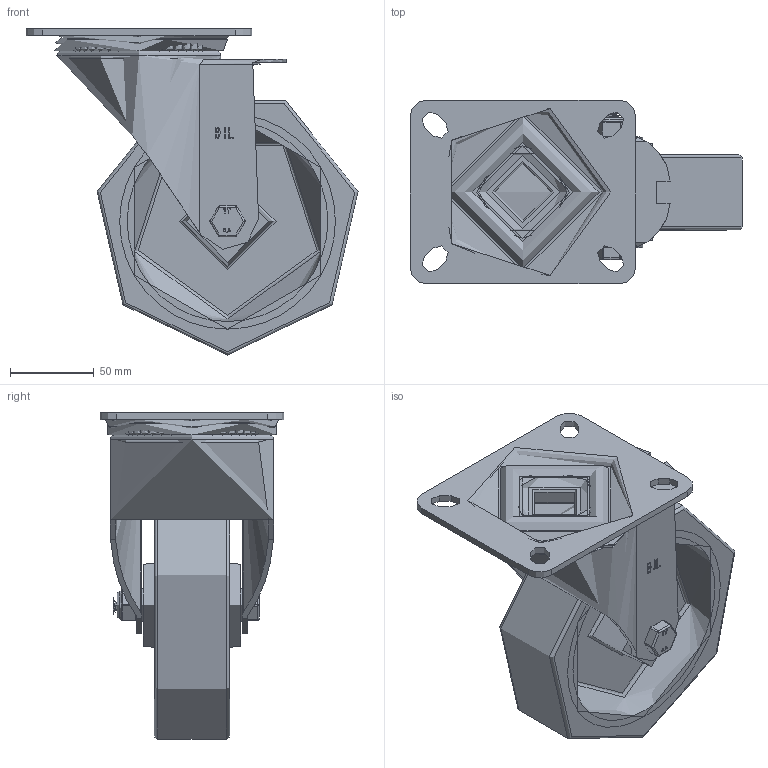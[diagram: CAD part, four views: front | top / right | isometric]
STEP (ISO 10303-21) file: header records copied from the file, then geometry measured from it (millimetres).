
FILE_DESCRIPTION(/* description */ (''),/* implementation_level */ '2;1');
FILE_NAME(/* name */ 'BZMM160RNB.step',/* time_stamp */ '2024-07-04T12:17:53+01:00',/* author */ (''),/* organization */ (''),/* preprocessor_version */ 'ST-DEVELOPER v20',/* originating_system */ 'Autodesk Translation Framework v13.14.0.145',/* authorisation */ '');
FILE_SCHEMA (('AUTOMOTIVE_DESIGN { 1 0 10303 214 3 1 1 }'));
Length unit declared in the file: millimetre
Products named in the file (25): BZMM160RNB; BZMM150AS - 2 v3; ZINC PLATED, PRESSED STEEL TOP PLATE; ZINC PLATED, PRESSED STEEL TOP PLATE Geometry; BALL BEARINGS; Component1; ZINC PLATED, PRESSED STEEL FORKS; BEARING SEAL; BZH160WRNRB v1; 75 SHORE A ELASTIC RUBBER TYRE; NYLON RIM; NYLON RIM Geometry; CAP; ROLLER BEARING; CAGE; Pattern; Component2; TUBEM20X60 v1; ZINC PLATED STEEL TUBE; HEXBOLTM12X80Z8.8 v2; GRADE 8.8 ZINC PLATED BOLT; NYLOCM12Z v1; NYLOC NUT; NUT; RUBBER
Assembly tree (72 placements, depth 5):
  BZMM160RNB
    BZMM150AS - 2 v3
      ZINC PLATED, PRESSED STEEL TOP PLATE
        ZINC PLATED, PRESSED STEEL TOP PLATE Geometry
        BALL BEARINGS
          Component1  x40
      ZINC PLATED, PRESSED STEEL FORKS
      BEARING SEAL
    BZH160WRNRB v1
      75 SHORE A ELASTIC RUBBER TYRE
      NYLON RIM
        NYLON RIM Geometry
        CAP
      ROLLER BEARING
        CAGE
        Pattern
          Component2  x10
    TUBEM20X60 v1
      ZINC PLATED STEEL TUBE
    HEXBOLTM12X80Z8.8 v2
      GRADE 8.8 ZINC PLATED BOLT
    NYLOCM12Z v1
      NYLOC NUT
        NUT
        RUBBER
Bounding box: 198.49 x 110 x 195 mm (x, y, z)
Volume: 771845.9 mm3; surface area: 259701.1 mm2
Topology: 61 solids, 61 shells, 509 faces, 1256 edges, 799 vertices
Faces by surface type: plane 215, cylinder 154, sphere 58, bspline 51, torus 21, cone 10
Full cylindrical faces by diameter (mm): 5 x10, 9.836 x18, 11.834 x18, 12 x3, 12.2 x2, 12.5 x1, 14 x2, 18 x1, 18.5 x1, 19.9 x1, 20 x1, 21 x1, 22 x1, 29.5 x1, 30 x1, 33.75 x1, 36.5 x2, 39.75 x2, 50 x1, 78 x1, 92 x1, 98 x1, 129 x2, 160 x1
Entity records: 22744 total; most frequent: CARTESIAN_POINT 11336, ORIENTED_EDGE 2220, DIRECTION 2212, EDGE_CURVE 1110, AXIS2_PLACEMENT_3D 815, VERTEX_POINT 703, LINE 582, VECTOR 582
